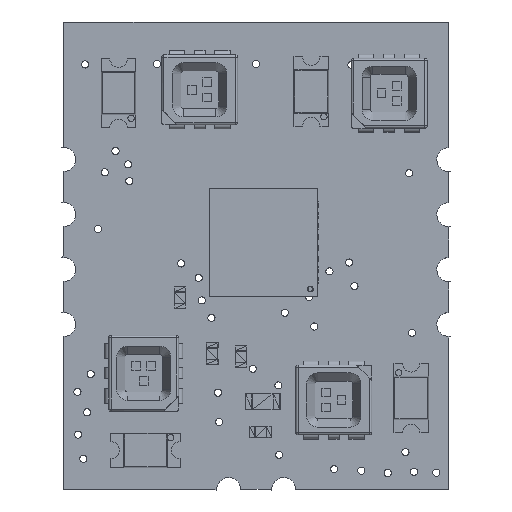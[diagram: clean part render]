
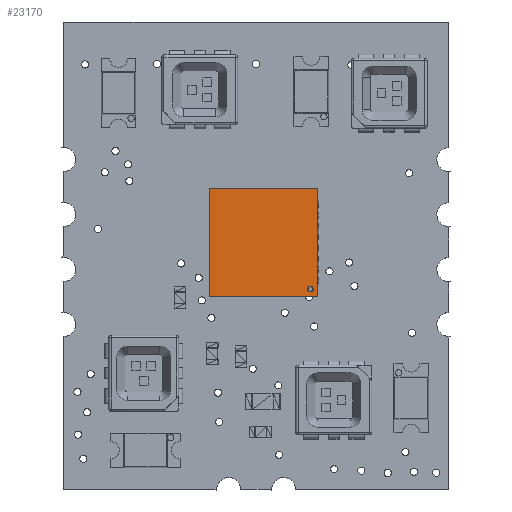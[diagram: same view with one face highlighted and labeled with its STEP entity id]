
A CAD part, top view. The second image highlights one B-rep face of the part: STEP entity #23170.
In plain terms, the highlighted planar face has unit normal (0, 0, 1).
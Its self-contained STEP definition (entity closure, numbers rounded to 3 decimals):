
#23135 = VERTEX_POINT('',#23136);
#23136 = CARTESIAN_POINT('',(-2.02,2.15,0.8));
#23142 = EDGE_CURVE('',#23143,#23135,#23145,.T.);
#23143 = VERTEX_POINT('',#23144);
#23144 = CARTESIAN_POINT('',(-2.28,2.15,0.8));
#23145 = CIRCLE('',#23146,0.13);
#23146 = AXIS2_PLACEMENT_3D('',#23147,#23148,#23149);
#23147 = CARTESIAN_POINT('',(-2.15,2.15,0.8));
#23148 = DIRECTION('',(0.,0.,1.));
#23149 = DIRECTION('',(1.,0.,0.));
#23170 = ADVANCED_FACE('',(#23171,#23181),#23215,.T.);
#23171 = FACE_BOUND('',#23172,.T.);
#23172 = EDGE_LOOP('',(#23173,#23180));
#23173 = ORIENTED_EDGE('',*,*,#23174,.F.);
#23174 = EDGE_CURVE('',#23135,#23143,#23175,.T.);
#23175 = CIRCLE('',#23176,0.13);
#23176 = AXIS2_PLACEMENT_3D('',#23177,#23178,#23179);
#23177 = CARTESIAN_POINT('',(-2.15,2.15,0.8));
#23178 = DIRECTION('',(0.,0.,1.));
#23179 = DIRECTION('',(1.,0.,0.));
#23180 = ORIENTED_EDGE('',*,*,#23142,.F.);
#23181 = FACE_BOUND('',#23182,.T.);
#23182 = EDGE_LOOP('',(#23183,#23193,#23201,#23209));
#23183 = ORIENTED_EDGE('',*,*,#23184,.T.);
#23184 = EDGE_CURVE('',#23185,#23187,#23189,.T.);
#23185 = VERTEX_POINT('',#23186);
#23186 = CARTESIAN_POINT('',(-2.5,2.5,0.8));
#23187 = VERTEX_POINT('',#23188);
#23188 = CARTESIAN_POINT('',(-2.5,-2.5,0.8));
#23189 = LINE('',#23190,#23191);
#23190 = CARTESIAN_POINT('',(-2.5,2.5,0.8));
#23191 = VECTOR('',#23192,1.);
#23192 = DIRECTION('',(0.,-1.,0.));
#23193 = ORIENTED_EDGE('',*,*,#23194,.T.);
#23194 = EDGE_CURVE('',#23187,#23195,#23197,.T.);
#23195 = VERTEX_POINT('',#23196);
#23196 = CARTESIAN_POINT('',(2.5,-2.5,0.8));
#23197 = LINE('',#23198,#23199);
#23198 = CARTESIAN_POINT('',(-2.5,-2.5,0.8));
#23199 = VECTOR('',#23200,1.);
#23200 = DIRECTION('',(1.,0.,0.));
#23201 = ORIENTED_EDGE('',*,*,#23202,.T.);
#23202 = EDGE_CURVE('',#23195,#23203,#23205,.T.);
#23203 = VERTEX_POINT('',#23204);
#23204 = CARTESIAN_POINT('',(2.5,2.5,0.8));
#23205 = LINE('',#23206,#23207);
#23206 = CARTESIAN_POINT('',(2.5,2.5,0.8));
#23207 = VECTOR('',#23208,1.);
#23208 = DIRECTION('',(0.,1.,0.));
#23209 = ORIENTED_EDGE('',*,*,#23210,.T.);
#23210 = EDGE_CURVE('',#23203,#23185,#23211,.T.);
#23211 = LINE('',#23212,#23213);
#23212 = CARTESIAN_POINT('',(-2.5,2.5,0.8));
#23213 = VECTOR('',#23214,1.);
#23214 = DIRECTION('',(-1.,0.,0.));
#23215 = PLANE('',#23216);
#23216 = AXIS2_PLACEMENT_3D('',#23217,#23218,#23219);
#23217 = CARTESIAN_POINT('',(-2.5,-2.5,0.8));
#23218 = DIRECTION('',(0.,0.,1.));
#23219 = DIRECTION('',(1.,0.,0.));
